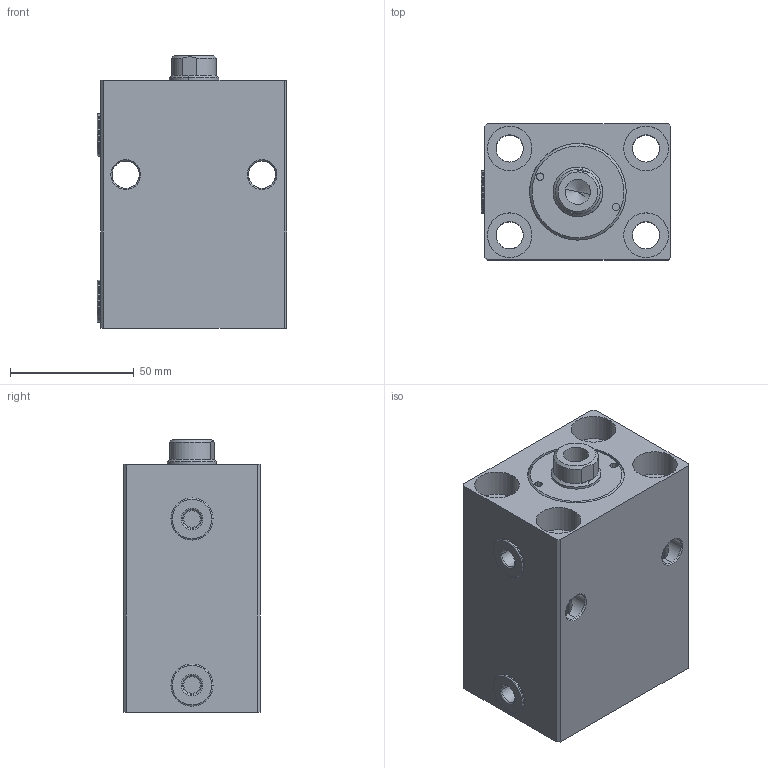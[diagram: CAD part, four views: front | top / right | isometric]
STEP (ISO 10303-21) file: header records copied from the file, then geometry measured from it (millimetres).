
FILE_DESCRIPTION (( 'STEP AP203' ), '1' );
FILE_NAME ('HBC-32DX50N邧雄詢揤詰.STEP', '2019-04-29T03:56:07', ( 'User' ), ( 'china' ), 'SwSTEP 2.0', 'SolidWorks 2018', '' );
FILE_SCHEMA (( 'CONFIG_CONTROL_DESIGN' ));
Length unit declared in the file: millimetre
Products named in the file (5): 活塞杆50; ヶ裔2; HBC-32DX50N邧雄詢揤詰; 掛50; 黑
Assembly tree (5 placements, depth 2):
  HBC-32DX50N邧雄詢揤詰
    掛50
    黑  x2
    活塞杆50
    ヶ裔2
Bounding box: 76.5 x 55 x 110 mm (x, y, z)
Volume: 334971.4 mm3; surface area: 76527.6 mm2
Topology: 5 solids, 5 shells, 228 faces, 556 edges, 344 vertices
Faces by surface type: cylinder 134, plane 42, torus 28, cone 20, bspline 4
Entity records: 9899 total; most frequent: CARTESIAN_POINT 4714, ORIENTED_EDGE 1032, DIRECTION 948, EDGE_CURVE 516, AXIS2_PLACEMENT_3D 382, VERTEX_POINT 322, EDGE_LOOP 240, ADVANCED_FACE 208
